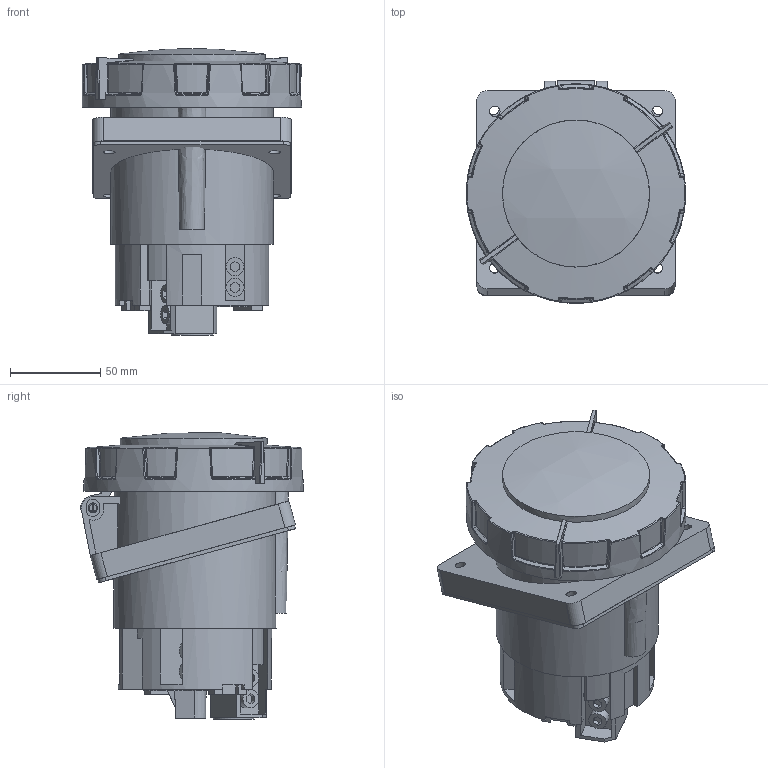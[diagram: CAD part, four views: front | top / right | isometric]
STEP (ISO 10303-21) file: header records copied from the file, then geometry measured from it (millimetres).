
FILE_DESCRIPTION (( 'STEP AP203' ), '1' );
FILE_NAME ('ps-4452-125-380.ÃÌ Ðîçåòêà ñòàöèîíàðíàÿ âíóòðåííÿÿ óãëîâàÿ 4452 3Ð+ÐÅ+N 125À 380Â IP67 EKF PROxima.STEP', '2025-10-20T12:35:04', ( '' ), ( '' ), 'SwSTEP 2.0', 'SolidWorks 2021', '' );
FILE_SCHEMA (( 'CONFIG_CONTROL_DESIGN' ));
Length unit declared in the file: millimetre
Products named in the file (5): ps-4452-125-380.ÃÌ Ðîçåòêà ñòàöèîíàðíàÿ âíóòðåííÿÿ óãëîâàÿ 4452 3Ð+ÐÅ+N 125À 380Â IP67 EKF PROxima; Êîïèÿ âèíòèê^ps-4452-125-380.ÃÌ Ðîçåòêà ñòàöèîíàðíàÿ âíóòðåííÿÿ óãëîâàÿ 4452 3Ð+ÐÅ+N 125À 380Â IP67 EKF PROxima_00; Êîïèÿ 4452 ðîçåòêà^ps-4452-125-380.ÃÌ Ðîçåòêà ñòàöèîíàðíàÿ âíóòðåííÿÿ óãëîâàÿ 4452 3Ð+ÐÅ+N 125À 380Â IP67 EKF PROxima_00; Êîïèÿ 4452 êðûøêà^ps-4452-125-380.ÃÌ Ðîçåòêà ñòàöèîíàðíàÿ âíóòðåííÿÿ óãëîâàÿ 4452 3Ð+ÐÅ+N 125À 380Â IP67 EKF PROxima; Êîïèÿ ps-4252-32-380 ðåçèíîâàÿ ïðîêëàäêà^ps-4452-125-380.ÃÌ Ðîçåòêà ñòàöèîíàðíàÿ âíóòðåííÿÿ óãëîâàÿ 4452 3Ð+ÐÅ+N 125À 380Â IP67 EKF PROxima_00
Assembly tree (4 placements, depth 2):
  ps-4452-125-380.ÃÌ Ðîçåòêà ñòàöèîíàðíàÿ âíóòðåííÿÿ óãëîâàÿ 4452 3Ð+ÐÅ+N 125À 380Â IP67 EKF PROxima
    Êîïèÿ 4452 êðûøêà^ps-4452-125-380.ÃÌ Ðîçåòêà ñòàöèîíàðíàÿ âíóòðåííÿÿ óãëîâàÿ 4452 3Ð+ÐÅ+N 125À 380Â IP67 EKF PROxima
    Êîïèÿ ps-4252-32-380 ðåçèíîâàÿ ïðîêëàäêà^ps-4452-125-380.ÃÌ Ðîçåòêà ñòàöèîíàðíàÿ âíóòðåííÿÿ óãëîâàÿ 4452 3Ð+ÐÅ+N 125À 380Â IP67 EKF PROxima_00
    Êîïèÿ 4452 ðîçåòêà^ps-4452-125-380.ÃÌ Ðîçåòêà ñòàöèîíàðíàÿ âíóòðåííÿÿ óãëîâàÿ 4452 3Ð+ÐÅ+N 125À 380Â IP67 EKF PROxima_00
    Êîïèÿ âèíòèê^ps-4452-125-380.ÃÌ Ðîçåòêà ñòàöèîíàðíàÿ âíóòðåííÿÿ óãëîâàÿ 4452 3Ð+ÐÅ+N 125À 380Â IP67 EKF PROxima_00
Bounding box: 121.48 x 123.19 x 158.82 mm (x, y, z)
Volume: 908077.9 mm3; surface area: 175825.3 mm2
Topology: 4 solids, 4 shells, 689 faces, 1719 edges, 1088 vertices
Faces by surface type: plane 335, bspline 131, cylinder 120, torus 58, cone 26, sphere 19
Full cylindrical faces by diameter (mm): 4.25 x1, 5 x1, 6 x1, 6.35 x1, 6.5 x4, 6.75 x4, 7 x1, 10 x10, 12 x4, 14.5 x1, 20.5 x4, 69.3 x1, 81.4 x1, 90 x1, 111 x1, 121.5 x1
Entity records: 23804 total; most frequent: CARTESIAN_POINT 7839, ORIENTED_EDGE 3326, DIRECTION 3041, EDGE_CURVE 1663, AXIS2_PLACEMENT_3D 1129, VERTEX_POINT 1076, EDGE_LOOP 809, LINE 783
